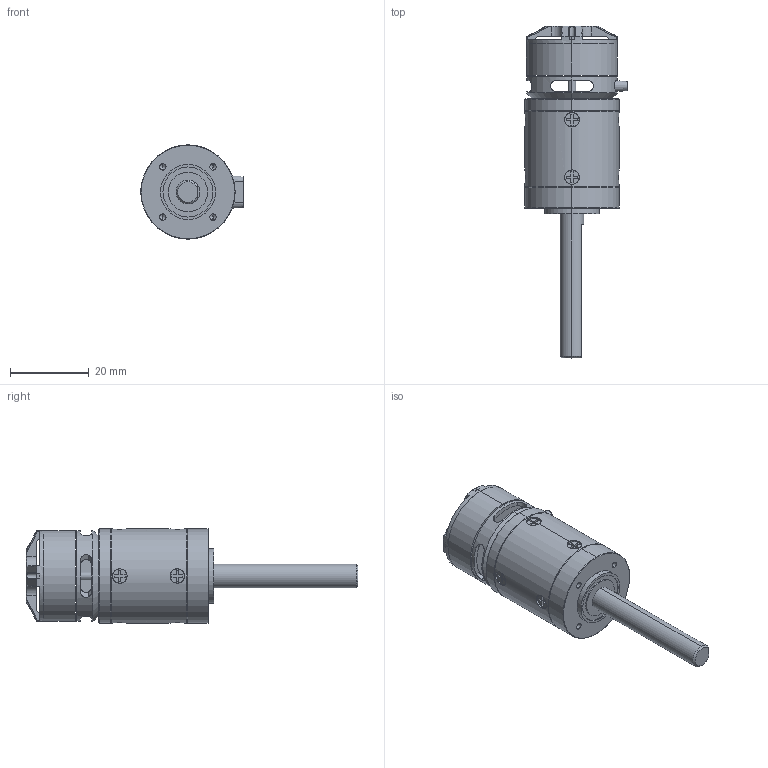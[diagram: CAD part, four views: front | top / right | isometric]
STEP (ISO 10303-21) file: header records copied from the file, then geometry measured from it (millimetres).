
FILE_DESCRIPTION (( 'STEP AP214' ), '1' );
FILE_NAME ('ft-bl-mega-spark.STEP', '2023-06-22T20:49:29', ( '' ), ( '' ), 'SwSTEP 2.0', 'SolidWorks 2015', '' );
FILE_SCHEMA (( 'AUTOMOTIVE_DESIGN' ));
Length unit declared in the file: millimetre
Products named in the file (1): ft-bl-mega-spark
Bounding box: 25.95 x 84.27 x 23.9 mm (x, y, z)
Volume: 18367.3 mm3; surface area: 7773.3 mm2
Topology: 2 solids, 2 shells, 422 faces, 1127 edges, 717 vertices
Faces by surface type: plane 186, cylinder 133, cone 83, bspline 20
Entity records: 16555 total; most frequent: CARTESIAN_POINT 5569, ORIENTED_EDGE 2238, DIRECTION 2115, EDGE_CURVE 1119, AXIS2_PLACEMENT_3D 753, VERTEX_POINT 717, LINE 609, VECTOR 609
